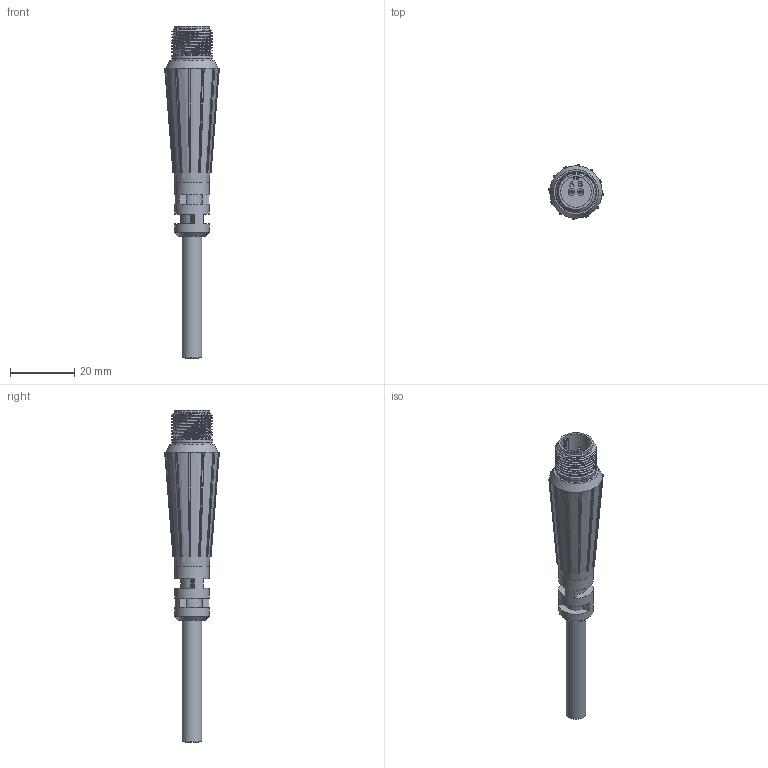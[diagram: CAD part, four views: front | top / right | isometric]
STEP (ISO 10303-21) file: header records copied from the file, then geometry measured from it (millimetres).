
FILE_DESCRIPTION(/* description */ (''),/* implementation_level */ '2;1');
FILE_NAME(/* name */ 'R2J.stp',/* time_stamp */ '2017-05-04T15:41:11-04:00',/* author */ ('aneininger'),/* organization */ ('CONNECTION TECHNOLOGY CENTER'),/* preprocessor_version */ 'ST-DEVELOPER v16.5',/* originating_system */ 'Autodesk Inventor 2017',/* authorisation */ '');
FILE_SCHEMA (('AUTOMOTIVE_DESIGN { 1 0 10303 214 3 1 1 }'));
Length unit declared in the file: inch
Products named in the file (1): Part5
Bounding box: 17.05 x 17.05 x 103.48 mm (x, y, z)
Volume: 7314.2 mm3; surface area: 5784.5 mm2
Topology: 2 solids, 2 shells, 524 faces, 1186 edges, 731 vertices
Faces by surface type: plane 197, bspline 122, cylinder 112, torus 39, cone 30, sphere 24
Full cylindrical faces by diameter (mm): 0.127 x19, 0.203 x38, 0.889 x2, 1.016 x4, 2.032 x4, 3.353 x1, 3.988 x1, 4.115 x1, 4.142 x1, 4.267 x1, 6.223 x1, 6.35 x1, 9.652 x1, 10.668 x1, 10.922 x1, 12.446 x1, 12.7 x1
Entity records: 20585 total; most frequent: CARTESIAN_POINT 9233, ORIENTED_EDGE 2100, DIRECTION 2081, EDGE_CURVE 1047, AXIS2_PLACEMENT_3D 860, EDGE_LOOP 721, VERTEX_POINT 710, STYLED_ITEM 526
